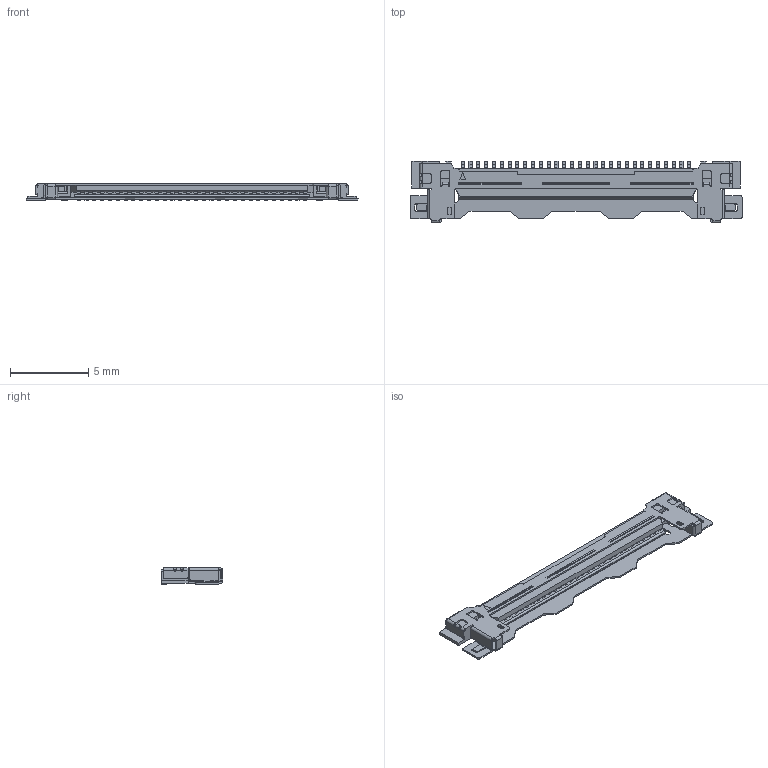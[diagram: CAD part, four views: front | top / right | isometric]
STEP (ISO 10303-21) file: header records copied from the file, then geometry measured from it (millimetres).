
FILE_DESCRIPTION (( 'STEP AP214' ), '1' );
FILE_NAME ('FLV05002-30SBA1033K6M-REF .STEP', '2025-01-10T03:24:40', ( '' ), ( '' ), 'SwSTEP 2.0', 'SolidWorks 2021', '' );
FILE_SCHEMA (( 'AUTOMOTIVE_DESIGN' ));
Length unit declared in the file: millimetre
Products named in the file (1): FLV05002-30SBA1033K6M-REF 
Bounding box: 21.25 x 3.95 x 1.06 mm (x, y, z)
Volume: 32.1 mm3; surface area: 313.5 mm2
Topology: 1 solids, 1 shells, 1251 faces, 3024 edges, 1788 vertices
Faces by surface type: plane 983, cylinder 268
Entity records: 35442 total; most frequent: CARTESIAN_POINT 6112, DIRECTION 6054, ORIENTED_EDGE 6048, EDGE_CURVE 3024, LINE 2478, VECTOR 2478, AXIS2_PLACEMENT_3D 1788, VERTEX_POINT 1788
